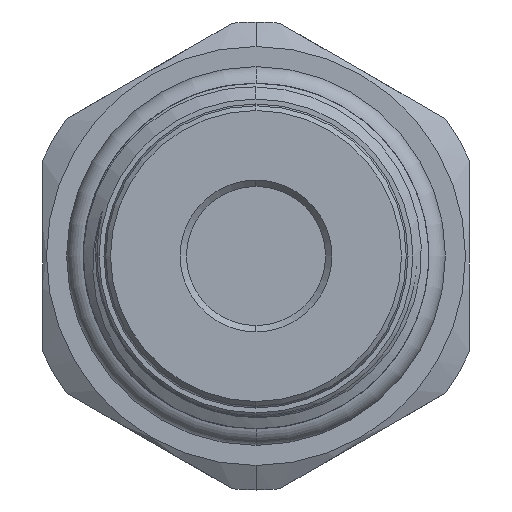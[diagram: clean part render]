
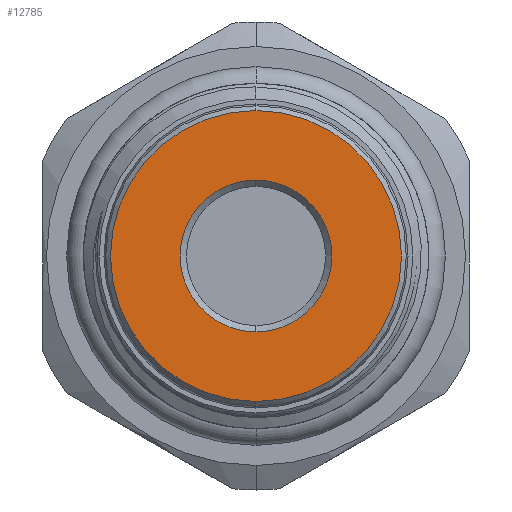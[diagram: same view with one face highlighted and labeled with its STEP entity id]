
A CAD part, left-side view. The second image highlights one B-rep face of the part: STEP entity #12785.
In plain terms, the highlighted planar face has unit normal (-1, 0, 0).
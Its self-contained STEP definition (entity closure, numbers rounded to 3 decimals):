
#799 = CARTESIAN_POINT ( 'NONE',  ( -43.6, 0., -9.2 ) ) ;
#871 = CARTESIAN_POINT ( 'NONE',  ( -43.6, 0., 0. ) ) ;
#1322 = EDGE_CURVE ( 'NONE', #8750, #11776, #10433, .T. ) ;
#2037 = FACE_OUTER_BOUND ( 'NONE', #11241, .T. ) ;
#2102 = CARTESIAN_POINT ( 'NONE',  ( -43.6, 0., 4.8 ) ) ;
#2280 = DIRECTION ( 'NONE',  ( -1., 0., 0. ) ) ;
#2719 = CARTESIAN_POINT ( 'NONE',  ( -43.6, 0., 0. ) ) ;
#2886 = DIRECTION ( 'NONE',  ( 0., 0., -1. ) ) ;
#3227 = ORIENTED_EDGE ( 'NONE', *, *, #6215, .T. ) ;
#3627 = EDGE_CURVE ( 'NONE', #4047, #7884, #8744, .T. ) ;
#4047 = VERTEX_POINT ( 'NONE', #799 ) ;
#4086 = DIRECTION ( 'NONE',  ( 0., 0., -1. ) ) ;
#4492 = DIRECTION ( 'NONE',  ( 1., 0., 0. ) ) ;
#4823 = AXIS2_PLACEMENT_3D ( 'NONE', #11472, #7168, #2886 ) ;
#5021 = AXIS2_PLACEMENT_3D ( 'NONE', #2719, #10210, #4086 ) ;
#5866 = ORIENTED_EDGE ( 'NONE', *, *, #8083, .T. ) ;
#6215 = EDGE_CURVE ( 'NONE', #11776, #8750, #7362, .T. ) ;
#6658 = CARTESIAN_POINT ( 'NONE',  ( -43.6, 0., -4.8 ) ) ;
#6931 = AXIS2_PLACEMENT_3D ( 'NONE', #871, #8721, #13077 ) ;
#7096 = FACE_BOUND ( 'NONE', #13812, .T. ) ;
#7168 = DIRECTION ( 'NONE',  ( -1., 0., 0. ) ) ;
#7362 = CIRCLE ( 'NONE', #5021, 4.8 ) ;
#7803 = CARTESIAN_POINT ( 'NONE',  ( -43.6, 0., 9.2 ) ) ;
#7884 = VERTEX_POINT ( 'NONE', #7803 ) ;
#8083 = EDGE_CURVE ( 'NONE', #7884, #4047, #12873, .T. ) ;
#8486 = DIRECTION ( 'NONE',  ( 0., 0., -1. ) ) ;
#8721 = DIRECTION ( 'NONE',  ( 1., 0., 0. ) ) ;
#8744 = CIRCLE ( 'NONE', #10477, 9.2 ) ;
#8750 = VERTEX_POINT ( 'NONE', #2102 ) ;
#8945 = CARTESIAN_POINT ( 'NONE',  ( -43.6, 0., 0. ) ) ;
#9369 = ORIENTED_EDGE ( 'NONE', *, *, #3627, .T. ) ;
#9515 = PLANE ( 'NONE',  #6931 ) ;
#10210 = DIRECTION ( 'NONE',  ( 1., 0., 0. ) ) ;
#10433 = CIRCLE ( 'NONE', #12447, 4.8 ) ;
#10477 = AXIS2_PLACEMENT_3D ( 'NONE', #11723, #2280, #8486 ) ;
#11241 = EDGE_LOOP ( 'NONE', ( #9369, #5866 ) ) ;
#11472 = CARTESIAN_POINT ( 'NONE',  ( -43.6, 0., 0. ) ) ;
#11723 = CARTESIAN_POINT ( 'NONE',  ( -43.6, 0., 0. ) ) ;
#11776 = VERTEX_POINT ( 'NONE', #6658 ) ;
#11920 = ORIENTED_EDGE ( 'NONE', *, *, #1322, .T. ) ;
#12447 = AXIS2_PLACEMENT_3D ( 'NONE', #8945, #4492, #13011 ) ;
#12785 = ADVANCED_FACE ( 'NONE', ( #7096, #2037 ), #9515, .F. ) ;
#12873 = CIRCLE ( 'NONE', #4823, 9.2 ) ;
#13011 = DIRECTION ( 'NONE',  ( 0., 0., -1. ) ) ;
#13077 = DIRECTION ( 'NONE',  ( 0., 0., -1. ) ) ;
#13812 = EDGE_LOOP ( 'NONE', ( #11920, #3227 ) ) ;
